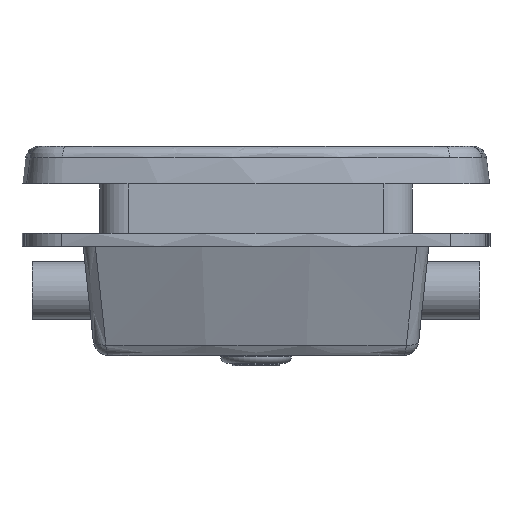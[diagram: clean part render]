
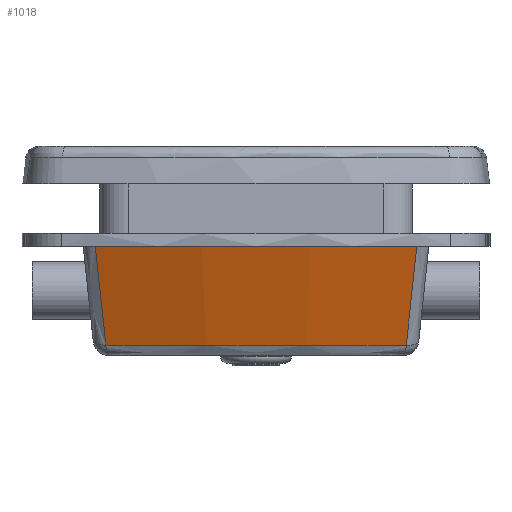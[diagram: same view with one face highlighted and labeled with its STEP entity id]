
A CAD part, left-side view. The second image highlights one B-rep face of the part: STEP entity #1018.
In plain terms, the highlighted free-form (B-spline) face has degree [3, 1] with [10, 2] control points.
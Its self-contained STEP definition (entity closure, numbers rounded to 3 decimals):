
#83 = B_SPLINE_CURVE_WITH_KNOTS ( 'NONE', 3,
 ( #1197, #13772, #4264, #2946, #17172, #6044, #7685, #4460, #15509, #1123, #12158, #2812, #9182 ),
 .UNSPECIFIED., .F., .F.,
 ( 4, 3, 3, 3, 4 ),
 ( 0., 0.012, 0.029, 0.04, 0.04 ),
 .UNSPECIFIED. ) ;
#213 = B_SPLINE_CURVE_WITH_KNOTS ( 'NONE', 3,
 ( #14238, #4777, #9508, #18898, #17362, #12431, #6170, #3263, #6302, #8005, #9563, #19105, #15821, #3198, #17232, #17431, #14300, #1404 ),
 .UNSPECIFIED., .F., .F.,
 ( 4, 2, 2, 2, 2, 2, 2, 2, 4 ),
 ( 0., 0.007, 0.015, 0.029, 0.058, 0.087, 0.102, 0.109, 0.117 ),
 .UNSPECIFIED. ) ;
#369 = VERTEX_POINT ( 'NONE', #8133 ) ;
#537 = VERTEX_POINT ( 'NONE', #13177 ) ;
#661 = CARTESIAN_POINT ( 'NONE',  ( -138.83, -51.942, 0. ) ) ;
#711 = ORIENTED_EDGE ( 'NONE', *, *, #8438, .F. ) ;
#868 = CARTESIAN_POINT ( 'NONE',  ( -155.326, 43.071, 42. ) ) ;
#1002 = CARTESIAN_POINT ( 'NONE',  ( -151.822, 61.817, 42. ) ) ;
#1018 = ADVANCED_FACE ( 'NONE', ( #12594 ), #10736, .T. ) ;
#1123 = CARTESIAN_POINT ( 'NONE',  ( -151.623, -61.785, 41.618 ) ) ;
#1167 = CARTESIAN_POINT ( 'NONE',  ( -151.752, -61.825, 42. ) ) ;
#1197 = CARTESIAN_POINT ( 'NONE',  ( -138.863, -57.804, 3.998 ) ) ;
#1404 = CARTESIAN_POINT ( 'NONE',  ( -138.863, -57.804, 3.998 ) ) ;
#2341 = CARTESIAN_POINT ( 'NONE',  ( -143.123, -20.968, 0. ) ) ;
#2415 = CARTESIAN_POINT ( 'NONE',  ( -153.792, 52.515, 42. ) ) ;
#2550 = CARTESIAN_POINT ( 'NONE',  ( -148.043, 60.573, 30.384 ) ) ;
#2812 = CARTESIAN_POINT ( 'NONE',  ( -151.709, -61.812, 41.873 ) ) ;
#2946 = CARTESIAN_POINT ( 'NONE',  ( -142.698, -59.001, 15.306 ) ) ;
#3198 = CARTESIAN_POINT ( 'NONE',  ( -141.196, -45.884, 4.011 ) ) ;
#3263 = CARTESIAN_POINT ( 'NONE',  ( -144.823, 19.338, 4.059 ) ) ;
#3472 = EDGE_LOOP ( 'NONE', ( #711, #14979, #19402, #10767 ) ) ;
#3881 = CARTESIAN_POINT ( 'NONE',  ( -160., -11.309, 47. ) ) ;
#4015 = CARTESIAN_POINT ( 'NONE',  ( -157.631, -22.443, 42. ) ) ;
#4019 = CARTESIAN_POINT ( 'NONE',  ( -141.113, 41.641, 0. ) ) ;
#4155 = CARTESIAN_POINT ( 'NONE',  ( -141.192, 58.317, 9.33 ) ) ;
#4264 = CARTESIAN_POINT ( 'NONE',  ( -141.42, -58.602, 11.537 ) ) ;
#4460 = CARTESIAN_POINT ( 'NONE',  ( -149.256, -61.047, 34.642 ) ) ;
#4777 = CARTESIAN_POINT ( 'NONE',  ( -139.97, 55.373, 4.067 ) ) ;
#4945 = CARTESIAN_POINT ( 'NONE',  ( -139.479, 57.752, 4.067 ) ) ;
#5425 = CARTESIAN_POINT ( 'NONE',  ( -144.617, 59.445, 19.857 ) ) ;
#5575 = CARTESIAN_POINT ( 'NONE',  ( -151.133, 61.59, 39.882 ) ) ;
#6044 = CARTESIAN_POINT ( 'NONE',  ( -146.281, -60.118, 25.871 ) ) ;
#6170 = CARTESIAN_POINT ( 'NONE',  ( -143.387, 33.798, 4.063 ) ) ;
#6302 = CARTESIAN_POINT ( 'NONE',  ( -145.279, 9.659, 4.054 ) ) ;
#7685 = CARTESIAN_POINT ( 'NONE',  ( -148.073, -60.677, 31.153 ) ) ;
#8005 = CARTESIAN_POINT ( 'NONE',  ( -145.175, -9.777, 4.043 ) ) ;
#8133 = CARTESIAN_POINT ( 'NONE',  ( -138.863, -57.804, 3.998 ) ) ;
#8389 = CARTESIAN_POINT ( 'NONE',  ( -143.893, 10.427, 0. ) ) ;
#8431 = EDGE_CURVE ( 'NONE', #537, #16130, #12770, .T. ) ;
#8438 = EDGE_CURVE ( 'NONE', #537, #13149, #12506, .T. ) ;
#8531 = CARTESIAN_POINT ( 'NONE',  ( -154.917, -56.115, 47. ) ) ;
#8588 = CARTESIAN_POINT ( 'NONE',  ( -153.733, -52.523, 42. ) ) ;
#8654 = CARTESIAN_POINT ( 'NONE',  ( -159.358, 22.619, 47. ) ) ;
#9182 = CARTESIAN_POINT ( 'NONE',  ( -151.752, -61.825, 42. ) ) ;
#9328 = EDGE_CURVE ( 'NONE', #369, #13149, #83, .T. ) ;
#9508 = CARTESIAN_POINT ( 'NONE',  ( -140.43, 52.988, 4.067 ) ) ;
#9563 = CARTESIAN_POINT ( 'NONE',  ( -144.616, -19.45, 4.036 ) ) ;
#10014 = CARTESIAN_POINT ( 'NONE',  ( -151.822, 61.817, 42. ) ) ;
#10293 = CARTESIAN_POINT ( 'NONE',  ( -149.755, 61.136, 35.648 ) ) ;
#10736 = B_SPLINE_SURFACE_WITH_KNOTS ( 'NONE', 3, 1, ( 
 ( #11294, #19368 ),
 ( #13024, #14760 ),
 ( #4019, #13159 ),
 ( #11632, #8654 ),
 ( #8389, #13296 ),
 ( #19498, #3881 ),
 ( #2341, #18026 ),
 ( #14891, #14970 ),
 ( #661, #8531 ),
 ( #16283, #13372 ) ),
 .UNSPECIFIED., .F., .F., .F.,
 ( 4, 2, 2, 2, 4 ),
 ( 2, 2 ),
 ( 0., 0.25, 0.5, 0.75, 1. ),
 ( 0., 1. ),
 .UNSPECIFIED. ) ;
#10767 = ORIENTED_EDGE ( 'NONE', *, *, #9328, .T. ) ;
#11294 = CARTESIAN_POINT ( 'NONE',  ( -137.15, 62., 0. ) ) ;
#11632 = CARTESIAN_POINT ( 'NONE',  ( -143.356, 20.896, 0. ) ) ;
#11761 = CARTESIAN_POINT ( 'NONE',  ( -142.905, 58.881, 14.594 ) ) ;
#12043 = CARTESIAN_POINT ( 'NONE',  ( -157.656, 22.436, 42. ) ) ;
#12158 = CARTESIAN_POINT ( 'NONE',  ( -151.666, -61.798, 41.746 ) ) ;
#12431 = CARTESIAN_POINT ( 'NONE',  ( -142.782, 38.608, 4.064 ) ) ;
#12506 = B_SPLINE_CURVE_WITH_KNOTS ( 'NONE', 3,
 ( #1002, #2415, #868, #12043, #13293, #19755, #4015, #13518, #8588, #18302 ),
 .UNSPECIFIED., .F., .F.,
 ( 4, 2, 2, 2, 4 ),
 ( 0.001, 0.029, 0.063, 0.096, 0.125 ),
 .UNSPECIFIED. ) ;
#12594 = FACE_OUTER_BOUND ( 'NONE', #3472, .T. ) ;
#12770 = B_SPLINE_CURVE_WITH_KNOTS ( 'NONE', 3,
 ( #10014, #5575, #14965, #10293, #2550, #13581, #5425, #11761, #4155, #19963 ),
 .UNSPECIFIED., .F., .F.,
 ( 4, 3, 3, 4 ),
 ( 0.005, 0.012, 0.029, 0.045 ),
 .UNSPECIFIED. ) ;
#13024 = CARTESIAN_POINT ( 'NONE',  ( -139.407, 51.916, 0. ) ) ;
#13149 = VERTEX_POINT ( 'NONE', #1167 ) ;
#13159 = CARTESIAN_POINT ( 'NONE',  ( -156.817, 45.022, 47. ) ) ;
#13177 = CARTESIAN_POINT ( 'NONE',  ( -151.822, 61.817, 42. ) ) ;
#13293 = CARTESIAN_POINT ( 'NONE',  ( -158.286, 11.216, 42. ) ) ;
#13296 = CARTESIAN_POINT ( 'NONE',  ( -160., 11.309, 47. ) ) ;
#13372 = CARTESIAN_POINT ( 'NONE',  ( -152.423, -67., 47. ) ) ;
#13518 = CARTESIAN_POINT ( 'NONE',  ( -155.278, -43.079, 42. ) ) ;
#13581 = CARTESIAN_POINT ( 'NONE',  ( -146.33, 60.009, 25.12 ) ) ;
#13772 = CARTESIAN_POINT ( 'NONE',  ( -140.141, -58.203, 7.768 ) ) ;
#14238 = CARTESIAN_POINT ( 'NONE',  ( -139.479, 57.752, 4.067 ) ) ;
#14300 = CARTESIAN_POINT ( 'NONE',  ( -139.379, -55.43, 4.001 ) ) ;
#14760 = CARTESIAN_POINT ( 'NONE',  ( -154.917, 56.115, 47. ) ) ;
#14891 = CARTESIAN_POINT ( 'NONE',  ( -140.65, -41.686, 0. ) ) ;
#14965 = CARTESIAN_POINT ( 'NONE',  ( -150.444, 61.363, 37.765 ) ) ;
#14970 = CARTESIAN_POINT ( 'NONE',  ( -156.817, -45.022, 47. ) ) ;
#14979 = ORIENTED_EDGE ( 'NONE', *, *, #8431, .T. ) ;
#15410 = EDGE_CURVE ( 'NONE', #16130, #369, #213, .T. ) ;
#15509 = CARTESIAN_POINT ( 'NONE',  ( -150.439, -61.416, 38.13 ) ) ;
#15821 = CARTESIAN_POINT ( 'NONE',  ( -142.37, -38.696, 4.019 ) ) ;
#16130 = VERTEX_POINT ( 'NONE', #4945 ) ;
#16283 = CARTESIAN_POINT ( 'NONE',  ( -136.461, -62., 0. ) ) ;
#17172 = CARTESIAN_POINT ( 'NONE',  ( -144.49, -59.559, 20.588 ) ) ;
#17232 = CARTESIAN_POINT ( 'NONE',  ( -140.773, -48.277, 4.009 ) ) ;
#17362 = CARTESIAN_POINT ( 'NONE',  ( -141.684, 45.808, 4.066 ) ) ;
#17431 = CARTESIAN_POINT ( 'NONE',  ( -139.865, -53.05, 4.004 ) ) ;
#18026 = CARTESIAN_POINT ( 'NONE',  ( -159.358, -22.619, 47. ) ) ;
#18302 = CARTESIAN_POINT ( 'NONE',  ( -151.752, -61.825, 42. ) ) ;
#18898 = CARTESIAN_POINT ( 'NONE',  ( -141.287, 48.206, 4.066 ) ) ;
#19105 = CARTESIAN_POINT ( 'NONE',  ( -143.026, -33.893, 4.023 ) ) ;
#19368 = CARTESIAN_POINT ( 'NONE',  ( -152.423, 67., 47. ) ) ;
#19402 = ORIENTED_EDGE ( 'NONE', *, *, #15410, .T. ) ;
#19498 = CARTESIAN_POINT ( 'NONE',  ( -143.776, -10.505, 0. ) ) ;
#19755 = CARTESIAN_POINT ( 'NONE',  ( -158.274, -11.224, 42. ) ) ;
#19963 = CARTESIAN_POINT ( 'NONE',  ( -139.479, 57.752, 4.067 ) ) ;
